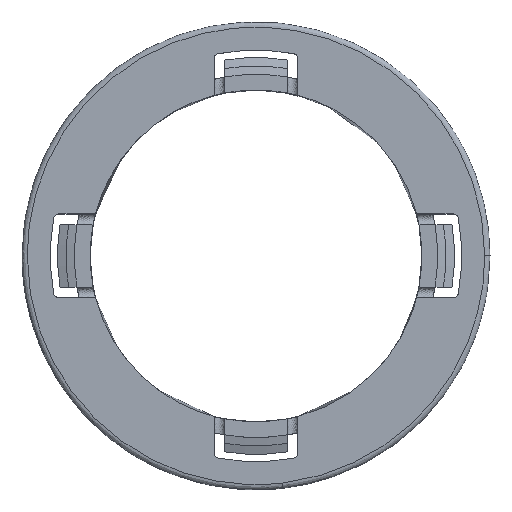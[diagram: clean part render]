
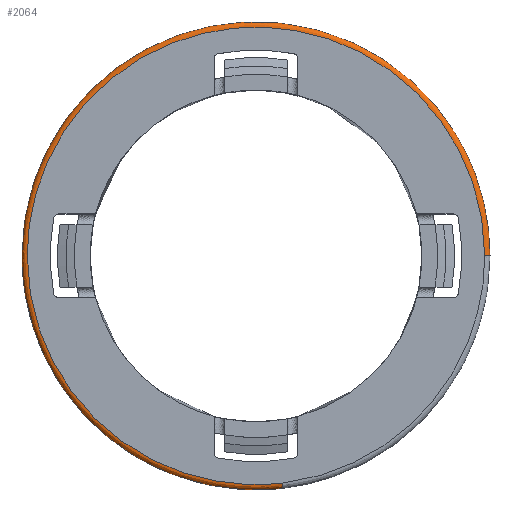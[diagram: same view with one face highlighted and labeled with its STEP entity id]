
A CAD part, top view. The second image highlights one B-rep face of the part: STEP entity #2064.
In plain terms, the highlighted free-form (B-spline) face has degree [2, 2] with [9, 3] control points.
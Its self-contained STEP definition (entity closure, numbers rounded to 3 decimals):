
#1845=CARTESIAN_POINT('',(20.923,7.859,10.5));
#1846=VERTEX_POINT('',#1845);
#1852=CARTESIAN_POINT('',(22.35,0.,10.5));
#1853=VERTEX_POINT('',#1852);
#1854=CARTESIAN_POINT('',(20.923,7.859,10.5));
#1855=CARTESIAN_POINT('',(22.35,4.059,10.5));
#1856=CARTESIAN_POINT('',(22.35,0.,10.5));
#1864=(BOUNDED_CURVE()B_SPLINE_CURVE(2,(#1854,#1855,#1856),.UNSPECIFIED.,.F.,.U.)B_SPLINE_CURVE_WITH_KNOTS((3,3),(0.44,0.5),.UNSPECIFIED.)CURVE()GEOMETRIC_REPRESENTATION_ITEM()RATIONAL_B_SPLINE_CURVE((0.893,0.93,1.0))REPRESENTATION_ITEM(''));
#1865=EDGE_CURVE('',#1846,#1853,#1864,.T.);
#1867=CARTESIAN_POINT('',(2.581,-22.201,10.5));
#1868=VERTEX_POINT('',#1867);
#1882=CARTESIAN_POINT('',(-22.35,0.0,10.5));
#1883=VERTEX_POINT('',#1882);
#1884=CARTESIAN_POINT('',(2.581,-22.201,10.5));
#1885=CARTESIAN_POINT('',(1.295,-22.35,10.5));
#1886=CARTESIAN_POINT('',(0.0,-22.35,10.5));
#1887=CARTESIAN_POINT('',(-22.35,-22.35,10.5));
#1888=CARTESIAN_POINT('',(-22.35,0.0,10.5));
#1896=(BOUNDED_CURVE()B_SPLINE_CURVE(2,(#1884,#1885,#1886,#1887,#1888),.UNSPECIFIED.,.F.,.U.)B_SPLINE_CURVE_WITH_KNOTS((3,2,3),(0.73,0.75,1.0),.UNSPECIFIED.)CURVE()GEOMETRIC_REPRESENTATION_ITEM()RATIONAL_B_SPLINE_CURVE((0.957,0.977,1.0,0.707,1.0))REPRESENTATION_ITEM(''));
#1897=EDGE_CURVE('',#1868,#1883,#1896,.T.);
#1899=CARTESIAN_POINT('',(-1.364,22.308,10.5));
#1900=VERTEX_POINT('',#1899);
#1901=CARTESIAN_POINT('',(-22.35,0.0,10.5));
#1902=CARTESIAN_POINT('',(-22.35,21.025,10.5));
#1903=CARTESIAN_POINT('',(-1.364,22.308,10.5));
#1911=(BOUNDED_CURVE()B_SPLINE_CURVE(2,(#1901,#1902,#1903),.UNSPECIFIED.,.F.,.U.)B_SPLINE_CURVE_WITH_KNOTS((3,3),(0.0,0.239),.UNSPECIFIED.)CURVE()GEOMETRIC_REPRESENTATION_ITEM()RATIONAL_B_SPLINE_CURVE((1.0,0.72,0.976))REPRESENTATION_ITEM(''));
#1912=EDGE_CURVE('',#1883,#1900,#1911,.T.);
#1942=CARTESIAN_POINT('',(-1.364,22.308,10.5));
#1943=CARTESIAN_POINT('',(-0.683,22.35,10.5));
#1944=CARTESIAN_POINT('',(0.0,22.35,10.5));
#1945=CARTESIAN_POINT('',(15.48,22.35,10.5));
#1946=CARTESIAN_POINT('',(20.923,7.859,10.5));
#1954=(BOUNDED_CURVE()B_SPLINE_CURVE(2,(#1942,#1943,#1944,#1945,#1946),.UNSPECIFIED.,.F.,.U.)B_SPLINE_CURVE_WITH_KNOTS((3,2,3),(0.239,0.25,0.44),.UNSPECIFIED.)CURVE()GEOMETRIC_REPRESENTATION_ITEM()RATIONAL_B_SPLINE_CURVE((0.976,0.988,1.0,0.777,0.893))REPRESENTATION_ITEM(''));
#1955=EDGE_CURVE('',#1900,#1846,#1954,.T.);
#1961=CARTESIAN_POINT('',(2.519,-21.669,10.999));
#1962=CARTESIAN_POINT('',(1.264,-21.815,10.999));
#1963=CARTESIAN_POINT('',(0.,-21.815,10.999));
#1964=CARTESIAN_POINT('',(-21.815,-21.815,10.999));
#1965=CARTESIAN_POINT('',(-21.815,0.,10.999));
#1966=CARTESIAN_POINT('',(-21.815,21.815,10.999));
#1967=CARTESIAN_POINT('',(0.,21.815,10.999));
#1968=CARTESIAN_POINT('',(21.815,21.815,10.999));
#1969=CARTESIAN_POINT('',(21.815,0.,10.999));
#1970=CARTESIAN_POINT('',(2.585,-22.239,11.039));
#1971=CARTESIAN_POINT('',(1.297,-22.389,11.039));
#1972=CARTESIAN_POINT('',(0.,-22.389,11.039));
#1973=CARTESIAN_POINT('',(-22.389,-22.389,11.039));
#1974=CARTESIAN_POINT('',(-22.389,0.,11.039));
#1975=CARTESIAN_POINT('',(-22.389,22.389,11.039));
#1976=CARTESIAN_POINT('',(0.,22.389,11.039));
#1977=CARTESIAN_POINT('',(22.389,22.389,11.039));
#1978=CARTESIAN_POINT('',(22.389,0.,11.039));
#1979=CARTESIAN_POINT('',(2.58,-22.199,10.465));
#1980=CARTESIAN_POINT('',(1.295,-22.349,10.465));
#1981=CARTESIAN_POINT('',(0.,-22.349,10.465));
#1982=CARTESIAN_POINT('',(-22.349,-22.349,10.465));
#1983=CARTESIAN_POINT('',(-22.349,0.,10.465));
#1984=CARTESIAN_POINT('',(-22.349,22.349,10.465));
#1985=CARTESIAN_POINT('',(0.,22.349,10.465));
#1986=CARTESIAN_POINT('',(22.349,22.349,10.465));
#1987=CARTESIAN_POINT('',(22.349,0.,10.465));
#1995=(BOUNDED_SURFACE()B_SPLINE_SURFACE(2,2,((#1961,#1970,#1979),(#1962,#1971,#1980),(#1963,#1972,#1981),(#1964,#1973,#1982),(#1965,#1974,#1983),(#1966,#1975,#1984),(#1967,#1976,#1985),(#1968,#1977,#1986),(#1969,#1978,#1987)),.UNSPECIFIED.,.F.,.F.,.U.)B_SPLINE_SURFACE_WITH_KNOTS((3,2,2,2,3),(3,3),(0.0,2.962,39.991,77.02,114.048),(0.0,0.911),.UNSPECIFIED.)GEOMETRIC_REPRESENTATION_ITEM()RATIONAL_B_SPLINE_SURFACE(((0.876,0.574,0.872),(0.895,0.585,0.89),(0.916,0.599,0.911),(0.648,0.424,0.644),(0.916,0.599,0.911),(0.648,0.424,0.644),(0.916,0.599,0.911),(0.648,0.424,0.644),(0.916,0.599,0.911)))REPRESENTATION_ITEM('')SURFACE());
#1996=ORIENTED_EDGE('',*,*,#1897,.F.);
#1997=CARTESIAN_POINT('',(2.523,-21.704,11.0));
#1998=VERTEX_POINT('',#1997);
#1999=CARTESIAN_POINT('',(2.523,-21.704,11.0));
#2000=CARTESIAN_POINT('',(2.581,-22.201,11.));
#2001=CARTESIAN_POINT('',(2.581,-22.201,10.5));
#2009=(BOUNDED_CURVE()B_SPLINE_CURVE(2,(#1999,#2000,#2001),.UNSPECIFIED.,.F.,.U.)B_SPLINE_CURVE_WITH_KNOTS((3,3),(-1.736,-0.277),.UNSPECIFIED.)CURVE()GEOMETRIC_REPRESENTATION_ITEM()RATIONAL_B_SPLINE_CURVE((0.85,0.6,0.846))REPRESENTATION_ITEM(''));
#2010=EDGE_CURVE('',#1998,#1868,#2009,.T.);
#2011=ORIENTED_EDGE('',*,*,#2010,.F.);
#2012=CARTESIAN_POINT('',(-21.85,0.0,11.0));
#2013=VERTEX_POINT('',#2012);
#2014=CARTESIAN_POINT('',(-21.85,0.0,11.0));
#2015=CARTESIAN_POINT('',(-21.85,-21.85,11.0));
#2016=CARTESIAN_POINT('',(0.0,-21.85,11.0));
#2017=CARTESIAN_POINT('',(1.266,-21.85,11.));
#2018=CARTESIAN_POINT('',(2.523,-21.704,11.));
#2026=(BOUNDED_CURVE()B_SPLINE_CURVE(2,(#2014,#2015,#2016,#2017,#2018),.UNSPECIFIED.,.F.,.U.)B_SPLINE_CURVE_WITH_KNOTS((3,2,3),(0.0,0.25,0.27),.UNSPECIFIED.)CURVE()GEOMETRIC_REPRESENTATION_ITEM()RATIONAL_B_SPLINE_CURVE((1.0,0.707,1.0,0.977,0.957))REPRESENTATION_ITEM(''));
#2027=EDGE_CURVE('',#2013,#1998,#2026,.T.);
#2028=ORIENTED_EDGE('',*,*,#2027,.F.);
#2029=CARTESIAN_POINT('',(21.85,0.,11.0));
#2030=VERTEX_POINT('',#2029);
#2031=CARTESIAN_POINT('',(21.85,0.,11.0));
#2032=CARTESIAN_POINT('',(21.85,21.85,11.0));
#2033=CARTESIAN_POINT('',(0.0,21.85,11.0));
#2034=CARTESIAN_POINT('',(-21.85,21.85,11.0));
#2035=CARTESIAN_POINT('',(-21.85,0.0,11.0));
#2043=(BOUNDED_CURVE()B_SPLINE_CURVE(2,(#2031,#2032,#2033,#2034,#2035),.UNSPECIFIED.,.F.,.U.)B_SPLINE_CURVE_WITH_KNOTS((3,2,3),(0.5,0.75,1.0),.UNSPECIFIED.)CURVE()GEOMETRIC_REPRESENTATION_ITEM()RATIONAL_B_SPLINE_CURVE((1.0,0.707,1.0,0.707,1.0))REPRESENTATION_ITEM(''));
#2044=EDGE_CURVE('',#2030,#2013,#2043,.T.);
#2045=ORIENTED_EDGE('',*,*,#2044,.F.);
#2046=CARTESIAN_POINT('',(21.85,0.,11.0));
#2047=CARTESIAN_POINT('',(22.35,0.,11.));
#2048=CARTESIAN_POINT('',(22.35,0.,10.5));
#2056=(BOUNDED_CURVE()B_SPLINE_CURVE(2,(#2046,#2047,#2048),.UNSPECIFIED.,.F.,.U.)B_SPLINE_CURVE_WITH_KNOTS((3,3),(-1.736,-0.277),.UNSPECIFIED.)CURVE()GEOMETRIC_REPRESENTATION_ITEM()RATIONAL_B_SPLINE_CURVE((0.889,0.627,0.884))REPRESENTATION_ITEM(''));
#2057=EDGE_CURVE('',#2030,#1853,#2056,.T.);
#2058=ORIENTED_EDGE('',*,*,#2057,.T.);
#2059=ORIENTED_EDGE('',*,*,#1865,.F.);
#2060=ORIENTED_EDGE('',*,*,#1955,.F.);
#2061=ORIENTED_EDGE('',*,*,#1912,.F.);
#2062=EDGE_LOOP('',(#1996,#2011,#2028,#2045,#2058,#2059,#2060,#2061));
#2063=FACE_OUTER_BOUND('',#2062,.T.);
#2064=ADVANCED_FACE('',(#2063),#1995,.T.);
